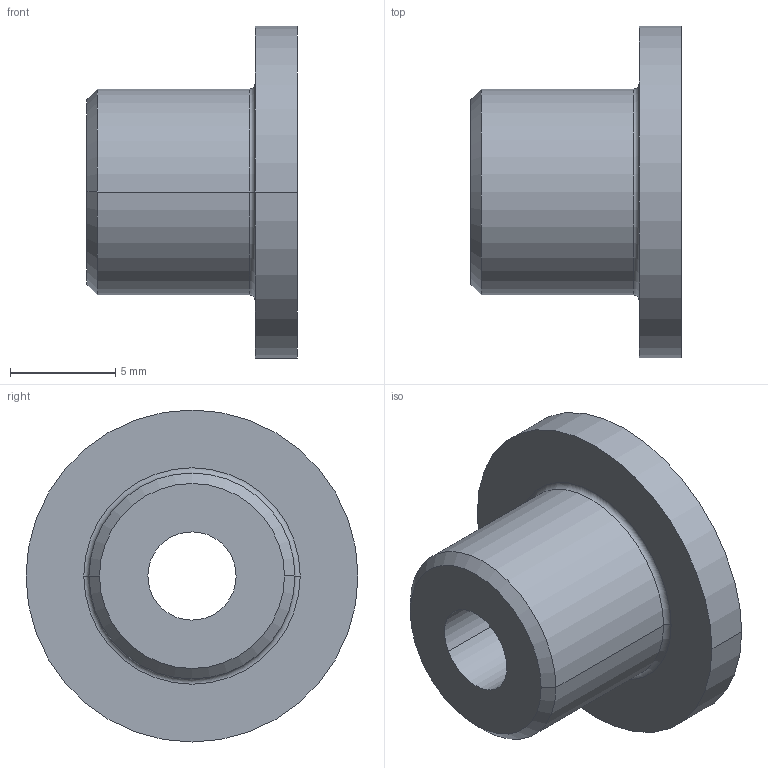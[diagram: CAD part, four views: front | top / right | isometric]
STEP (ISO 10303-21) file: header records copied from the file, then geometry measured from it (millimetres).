
FILE_DESCRIPTION(('CATIA V5 STEP Exchange'),'2;1');
FILE_NAME('INSERTS_2_SANS_TARAUD.stp','2019-01-29T19:06:03+00:00',('none'),('none'),'CATIA Version 5 Release 20 GA (IN-10)','CATIA V5 STEP AP203','none');
FILE_SCHEMA(('CONFIG_CONTROL_DESIGN'));
Length unit declared in the file: millimetre
Products named in the file (1): INSERTS
Bounding box: 10 x 15.8 x 15.8 mm (x, y, z)
Volume: 851.9 mm3; surface area: 825.8 mm2
Topology: 1 solids, 1 shells, 15 faces, 30 edges, 18 vertices
Faces by surface type: cylinder 6, cone 4, plane 3, torus 2
Entity records: 407 total; most frequent: CARTESIAN_POINT 61, ORIENTED_EDGE 60, DIRECTION 54, AXIS2_PLACEMENT_3D 33, EDGE_CURVE 30, CIRCLE 20, EDGE_LOOP 18, VERTEX_POINT 18
